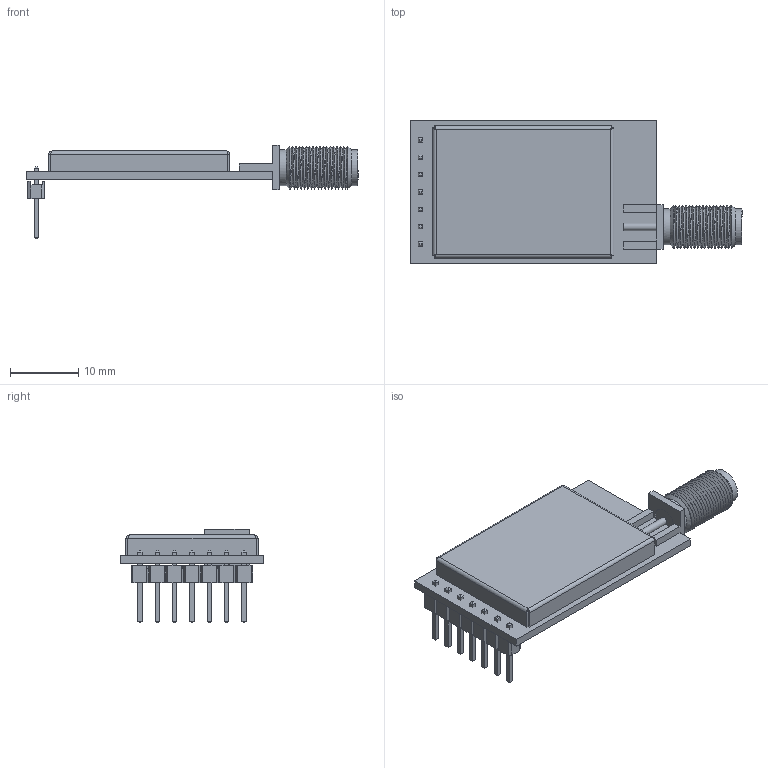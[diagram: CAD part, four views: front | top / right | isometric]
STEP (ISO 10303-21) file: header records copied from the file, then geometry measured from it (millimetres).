
FILE_DESCRIPTION(('STEP AP214'),'1');
FILE_NAME('E32-433T20DT.stp','2020-03-28T16:07:39',(' '),(' '),'Spatial InterOp 3D',' ',' ');
FILE_SCHEMA(('AUTOMOTIVE_DESIGN { 1 0 10303 214 1 1 1 1 }'));
Length unit declared in the file: millimetre
Products named in the file (9): Pinheader; Body; Pin; LoRA modem; SMA; Spin; Base; PCB; RFbox
Assembly tree (14 placements, depth 3):
  LoRA modem
    Pinheader
      Body
      Pin  x7
    SMA
      Spin
      Base
    PCB
    RFbox
Bounding box: 48.5 x 21 x 13.62 mm (x, y, z)
Volume: 1574 mm3; surface area: 4193.2 mm2
Topology: 13 solids, 13 shells, 319 faces, 751 edges, 463 vertices
Faces by surface type: plane 254, bspline 47, cylinder 16, cone 2
Full cylindrical faces by diameter (mm): 0.8 x1, 1 x1, 1.1 x1, 3.7 x1, 4.23 x1, 4.602 x1, 5.25 x2
Entity records: 10889 total; most frequent: CARTESIAN_POINT 3532, ORIENTED_EDGE 1142, DIRECTION 919, EDGE_CURVE 571, LINE 471, VECTOR 471, VERTEX_POINT 365, EDGE_LOOP 264
